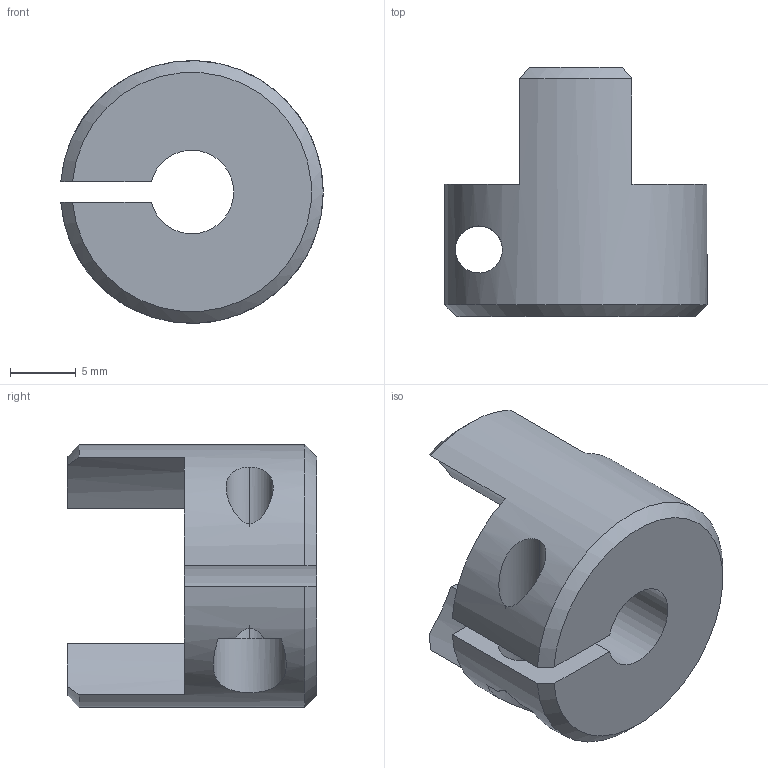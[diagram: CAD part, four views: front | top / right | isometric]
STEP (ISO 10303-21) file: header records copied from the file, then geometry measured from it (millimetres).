
FILE_DESCRIPTION (( 'STEP AP214' ), '1' );
FILE_NAME ('DC-JAC20-04.STEP', '2015-12-01T19:56:25', ( '' ), ( '' ), 'SwSTEP 2.0', 'SolidWorks 2015', '' );
FILE_SCHEMA (( 'AUTOMOTIVE_DESIGN' ));
Length unit declared in the file: millimetre
Products named in the file (1): DC-JAC20-04
Bounding box: 19.94 x 18.92 x 19.96 mm (x, y, z)
Volume: 2985.2 mm3; surface area: 1895.9 mm2
Topology: 1 solids, 1 shells, 23 faces, 63 edges, 42 vertices
Faces by surface type: cylinder 13, plane 7, cone 3
Entity records: 894 total; most frequent: CARTESIAN_POINT 256, DIRECTION 130, ORIENTED_EDGE 126, EDGE_CURVE 63, AXIS2_PLACEMENT_3D 54, VERTEX_POINT 42, CIRCLE 30, EDGE_LOOP 27
